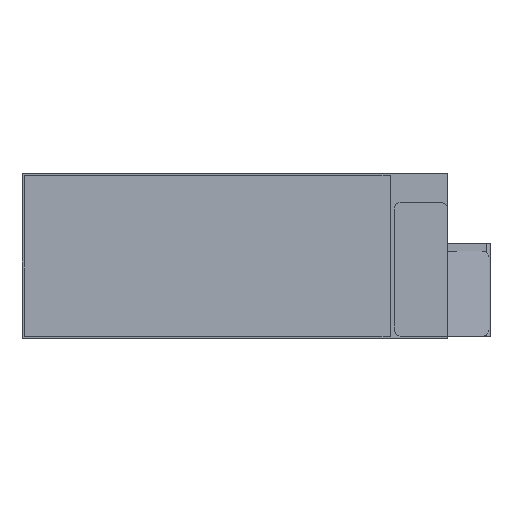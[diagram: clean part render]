
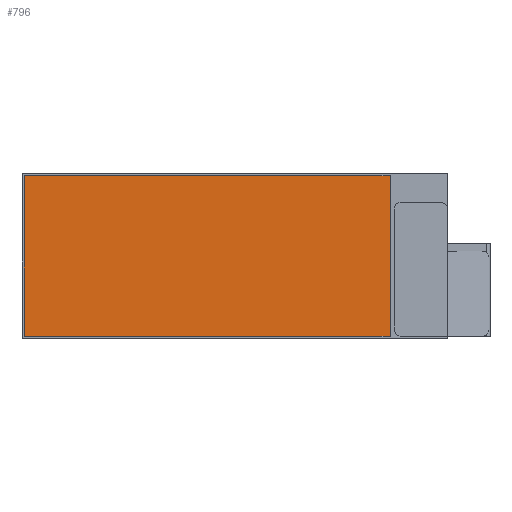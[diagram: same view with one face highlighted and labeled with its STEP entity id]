
A CAD part, top view. The second image highlights one B-rep face of the part: STEP entity #796.
In plain terms, the highlighted planar face has unit normal (0, 0, 1).
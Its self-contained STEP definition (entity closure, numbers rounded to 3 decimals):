
#35=FACE_OUTER_BOUND('',#78,.T.);
#78=EDGE_LOOP('',(#545,#546,#547,#548));
#166=LINE('',#1207,#257);
#167=LINE('',#1209,#258);
#168=LINE('',#1211,#259);
#169=LINE('',#1212,#260);
#257=VECTOR('',#964,25.8);
#258=VECTOR('',#965,11.3);
#259=VECTOR('',#966,25.8);
#260=VECTOR('',#967,11.3);
#346=VERTEX_POINT('',#1205);
#347=VERTEX_POINT('',#1206);
#348=VERTEX_POINT('',#1208);
#349=VERTEX_POINT('',#1210);
#425=EDGE_CURVE('',#346,#347,#166,.T.);
#426=EDGE_CURVE('',#347,#348,#167,.T.);
#427=EDGE_CURVE('',#348,#349,#168,.T.);
#428=EDGE_CURVE('',#349,#346,#169,.T.);
#545=ORIENTED_EDGE('',*,*,#425,.T.);
#546=ORIENTED_EDGE('',*,*,#426,.T.);
#547=ORIENTED_EDGE('',*,*,#427,.T.);
#548=ORIENTED_EDGE('',*,*,#428,.T.);
#737=PLANE('',#856);
#796=ADVANCED_FACE('',(#35),#737,.T.);
#856=AXIS2_PLACEMENT_3D('',#1204,#962,#963);
#962=DIRECTION('center_axis',(0.,0.,1.));
#963=DIRECTION('ref_axis',(1.,0.,0.));
#964=DIRECTION('',(-1.,0.,0.));
#965=DIRECTION('',(0.,-1.,0.));
#966=DIRECTION('',(1.,0.,0.));
#967=DIRECTION('',(0.,1.,0.));
#1204=CARTESIAN_POINT('Origin',(-1.2,0.,2.51));
#1205=CARTESIAN_POINT('',(11.7,5.65,2.51));
#1206=CARTESIAN_POINT('',(-14.1,5.65,2.51));
#1207=CARTESIAN_POINT('',(-14.1,5.65,2.51));
#1208=CARTESIAN_POINT('',(-14.1,-5.65,2.51));
#1209=CARTESIAN_POINT('',(-14.1,-5.65,2.51));
#1210=CARTESIAN_POINT('',(11.7,-5.65,2.51));
#1211=CARTESIAN_POINT('',(11.7,-5.65,2.51));
#1212=CARTESIAN_POINT('',(11.7,5.65,2.51));
